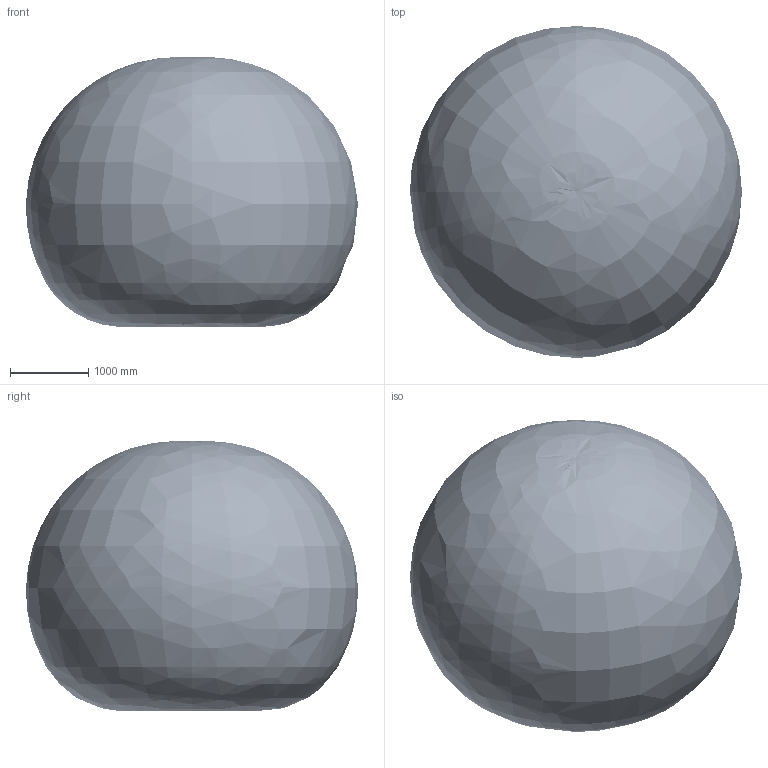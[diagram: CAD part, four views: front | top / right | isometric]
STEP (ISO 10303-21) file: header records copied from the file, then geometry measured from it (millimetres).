
FILE_DESCRIPTION(/* description */ ('STEP AP203'),/* implementation_level */ '2;1');
FILE_NAME(/* name */ '3D-model_AT_00006-SE01.stp',/* time_stamp */ '2023-04-27T11:26:59+02:00',/* author */ ('daniel.grischkowski'),/* organization */ (''),/* preprocessor_version */ 'ST-DEVELOPER v16.5',/* originating_system */ 'Autodesk Inventor 2017',/* authorisation */ '');
FILE_SCHEMA (('AUTOMOTIVE_DESIGN { 1 0 10303 214 3 1 1 }'));
Products named in the file (10): AT_00006-SE01_DUMMY articc6-2257-30kg; MT_WST00105763 Grundgestell; MT_WST00114080 Dummy Karussell; MT_WST00114086 Dummy Schwinge; MT_WST00114087 Dummy Schulter; MT_WST00105757 Zwischenrohr; MT_WST00114091 Dummy Hand; MT_WST00114095 Dummy Hand; MT_WST00113277 Arbeitsbereich; MT_WST00113091 Kabelbaum
Assembly tree (9 placements, depth 2):
  AT_00006-SE01_DUMMY articc6-2257-30kg
    MT_WST00105763 Grundgestell
    MT_WST00114080 Dummy Karussell
    MT_WST00114086 Dummy Schwinge
    MT_WST00114087 Dummy Schulter
    MT_WST00105757 Zwischenrohr
    MT_WST00114091 Dummy Hand
    MT_WST00114095 Dummy Hand
    MT_WST00113277 Arbeitsbereich
    MT_WST00113091 Kabelbaum
Bounding box: 4241.85 x 4242.66 x 3443.94 mm (x, y, z)
Volume: 34146349706.7 mm3; surface area: 66524003.2 mm2
Topology: 11 solids, 31 shells, 6929 faces, 17248 edges, 10599 vertices
Faces by surface type: plane 2038, bspline 1819, cylinder 1645, torus 714, cone 482, sphere 231
Full cylindrical faces by diameter (mm): 2.459 x2, 2.5 x6, 2.6 x2, 3.242 x10, 3.3 x2, 3.8 x5, 4 x6, 4.134 x3, 4.2 x2, 4.917 x13, 5.5 x6, 5.8 x7, 6 x1, 6.4 x4, 6.5 x14, 6.647 x24, 6.7 x1, 7 x2, 7.6 x6, 7.8 x2, 8 x5, 8.5 x38, 9.9 x4, 10 x62, 10.106 x11, 10.5 x7, 11 x1, 11.6 x11, 12 x14, 13 x16
Entity records: 330370 total; most frequent: CARTESIAN_POINT 174808, ORIENTED_EDGE 31060, DIRECTION 29555, EDGE_CURVE 15532, AXIS2_PLACEMENT_3D 12509, VERTEX_POINT 10182, EDGE_LOOP 8576, FACE_OUTER_BOUND 6929
